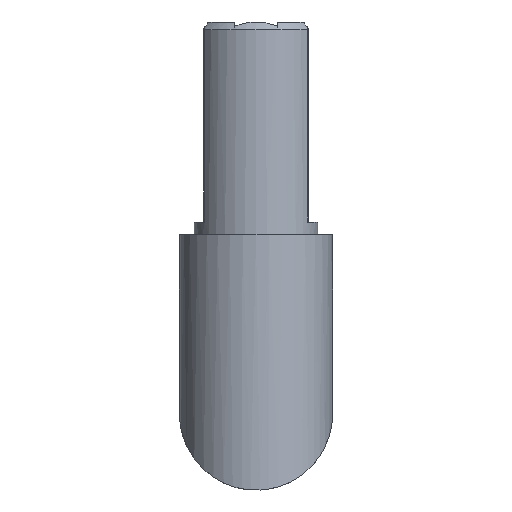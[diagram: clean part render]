
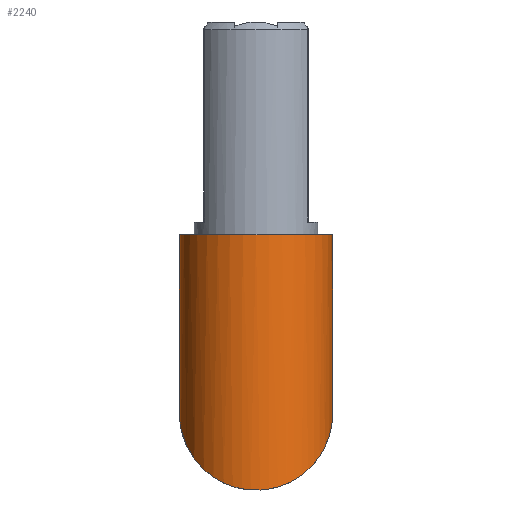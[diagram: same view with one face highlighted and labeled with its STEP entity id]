
A CAD part, front view. The second image highlights one B-rep face of the part: STEP entity #2240.
In plain terms, the highlighted cylindrical face has radius 9 mm (diameter 18 mm), a partial arc.
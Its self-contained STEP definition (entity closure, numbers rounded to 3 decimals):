
#164 = VERTEX_POINT ( 'NONE', #2270 ) ;
#212 = EDGE_CURVE ( 'NONE', #9176, #8858, #15207, .T. ) ;
#411 = ORIENTED_EDGE ( 'NONE', *, *, #12626, .F. ) ;
#1834 = CARTESIAN_POINT ( 'NONE',  ( -9., 9., -46.384 ) ) ;
#1937 = AXIS2_PLACEMENT_3D ( 'NONE', #10536, #10470, #9667 ) ;
#1949 = EDGE_CURVE ( 'NONE', #164, #7999, #14833, .T. ) ;
#2240 = ADVANCED_FACE ( 'NONE', ( #13933 ), #13782, .T. ) ;
#2270 = CARTESIAN_POINT ( 'NONE',  ( -9., 9., 0. ) ) ;
#2386 = DIRECTION ( 'NONE',  ( 0., 0., 1. ) ) ;
#2445 = AXIS2_PLACEMENT_3D ( 'NONE', #3273, #2386, #2503 ) ;
#2503 = DIRECTION ( 'NONE',  ( 1., 0., 0. ) ) ;
#2625 = LINE ( 'NONE', #1834, #8234 ) ;
#3273 = CARTESIAN_POINT ( 'NONE',  ( 0., 9., -46.384 ) ) ;
#3441 = CARTESIAN_POINT ( 'NONE',  ( 9., 9., -21. ) ) ;
#3556 = CARTESIAN_POINT ( 'NONE',  ( 9., -9., -39. ) ) ;
#3821 = EDGE_LOOP ( 'NONE', ( #411, #15086, #14200, #13461 ) ) ;
#4134 = CARTESIAN_POINT ( 'NONE',  ( 9., 9., 0. ) ) ;
#4629 = EDGE_CURVE ( 'NONE', #8858, #7999, #6237, .T. ) ;
#4798 = CARTESIAN_POINT ( 'NONE',  ( 9., 9., -21. ) ) ;
#6024 = CARTESIAN_POINT ( 'NONE',  ( -9., 9., -21. ) ) ;
#6092 = VECTOR ( 'NONE', #12086, 1000. ) ;
#6237 = LINE ( 'NONE', #13261, #6092 ) ;
#7999 = VERTEX_POINT ( 'NONE', #4134 ) ;
#8234 = VECTOR ( 'NONE', #11222, 1000. ) ;
#8858 = VERTEX_POINT ( 'NONE', #4798 ) ;
#9176 = VERTEX_POINT ( 'NONE', #6024 ) ;
#9579 = CARTESIAN_POINT ( 'NONE',  ( -9., 9., -21. ) ) ;
#9667 = DIRECTION ( 'NONE',  ( 1., 0., 0. ) ) ;
#10470 = DIRECTION ( 'NONE',  ( 0., 0., 1. ) ) ;
#10536 = CARTESIAN_POINT ( 'NONE',  ( 0., 9., 0. ) ) ;
#11222 = DIRECTION ( 'NONE',  ( 0., 0., 1. ) ) ;
#11872 = CARTESIAN_POINT ( 'NONE',  ( -9., -9., -39. ) ) ;
#12086 = DIRECTION ( 'NONE',  ( 0., 0., 1. ) ) ;
#12626 = EDGE_CURVE ( 'NONE', #9176, #164, #2625, .T. ) ;
#13261 = CARTESIAN_POINT ( 'NONE',  ( 9., 9., -46.384 ) ) ;
#13461 = ORIENTED_EDGE ( 'NONE', *, *, #1949, .F. ) ;
#13782 = CYLINDRICAL_SURFACE ( 'NONE', #2445, 9. ) ;
#13933 = FACE_OUTER_BOUND ( 'NONE', #3821, .T. ) ;
#14200 = ORIENTED_EDGE ( 'NONE', *, *, #4629, .T. ) ;
#14833 = CIRCLE ( 'NONE', #1937, 9. ) ;
#15086 = ORIENTED_EDGE ( 'NONE', *, *, #212, .T. ) ;
#15207 =( BOUNDED_CURVE ( )  B_SPLINE_CURVE ( 3, ( #9579, #11872, #3556, #3441 ),
 .UNSPECIFIED., .F., .F. ) 
 B_SPLINE_CURVE_WITH_KNOTS ( ( 4, 4 ),
 ( 1.571, 4.712 ),
 .UNSPECIFIED. ) 
 CURVE ( )  GEOMETRIC_REPRESENTATION_ITEM ( )  RATIONAL_B_SPLINE_CURVE ( ( 1., 0.333, 0.333, 1. ) ) 
 REPRESENTATION_ITEM ( '' )  );
